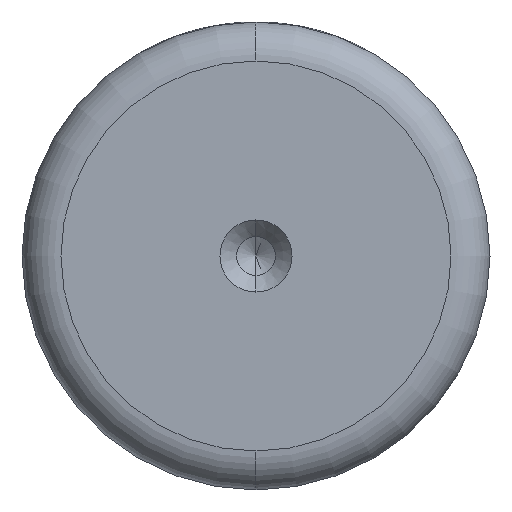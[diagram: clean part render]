
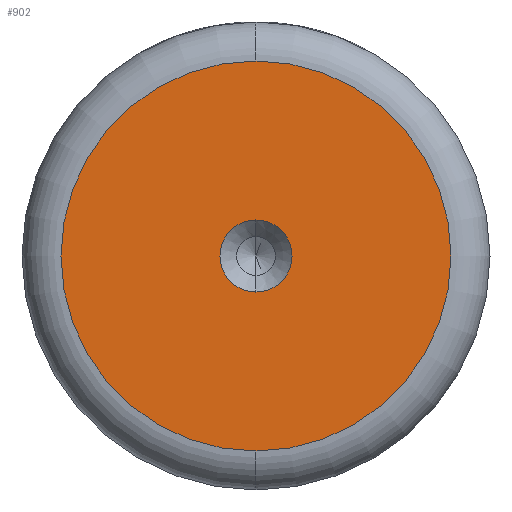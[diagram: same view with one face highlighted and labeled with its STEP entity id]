
A CAD part, left-side view. The second image highlights one B-rep face of the part: STEP entity #902.
In plain terms, the highlighted planar face has unit normal (-1, 0, 0).
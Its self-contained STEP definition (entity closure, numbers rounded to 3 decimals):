
#92 = ORIENTED_EDGE ( 'NONE', *, *, #784, .F. ) ;
#130 = CARTESIAN_POINT ( 'NONE',  ( 0., 0., -10. ) ) ;
#167 = CARTESIAN_POINT ( 'NONE',  ( 0., 0., 0. ) ) ;
#199 = ORIENTED_EDGE ( 'NONE', *, *, #1274, .T. ) ;
#234 = EDGE_LOOP ( 'NONE', ( #92, #716 ) ) ;
#296 = CIRCLE ( 'NONE', #527, 10. ) ;
#298 = CIRCLE ( 'NONE', #721, 1.85 ) ;
#346 = CARTESIAN_POINT ( 'NONE',  ( 0., 0., 0. ) ) ;
#357 = FACE_OUTER_BOUND ( 'NONE', #582, .T. ) ;
#373 = DIRECTION ( 'NONE',  ( -1., 0., 0. ) ) ;
#394 = CARTESIAN_POINT ( 'NONE',  ( 0., 0., 0. ) ) ;
#444 = DIRECTION ( 'NONE',  ( 0., 0., 1. ) ) ;
#461 = DIRECTION ( 'NONE',  ( -1., 0., 0. ) ) ;
#498 = DIRECTION ( 'NONE',  ( 0., 0., 1. ) ) ;
#514 = CIRCLE ( 'NONE', #815, 1.85 ) ;
#527 = AXIS2_PLACEMENT_3D ( 'NONE', #1130, #461, #1237 ) ;
#548 = DIRECTION ( 'NONE',  ( -1., 0., 0. ) ) ;
#566 = CARTESIAN_POINT ( 'NONE',  ( 0., 0., 10. ) ) ;
#582 = EDGE_LOOP ( 'NONE', ( #817, #199 ) ) ;
#590 = AXIS2_PLACEMENT_3D ( 'NONE', #1215, #548, #1314 ) ;
#593 = CARTESIAN_POINT ( 'NONE',  ( 0., 0., -1.85 ) ) ;
#716 = ORIENTED_EDGE ( 'NONE', *, *, #932, .F. ) ;
#721 = AXIS2_PLACEMENT_3D ( 'NONE', #394, #1167, #498 ) ;
#738 = AXIS2_PLACEMENT_3D ( 'NONE', #167, #373, #1145 ) ;
#784 = EDGE_CURVE ( 'NONE', #1348, #1327, #514, .T. ) ;
#815 = AXIS2_PLACEMENT_3D ( 'NONE', #346, #1108, #444 ) ;
#817 = ORIENTED_EDGE ( 'NONE', *, *, #1152, .T. ) ;
#902 = ADVANCED_FACE ( 'NONE', ( #1115, #357 ), #1245, .T. ) ;
#932 = EDGE_CURVE ( 'NONE', #1327, #1348, #298, .T. ) ;
#993 = CIRCLE ( 'NONE', #590, 10. ) ;
#1108 = DIRECTION ( 'NONE',  ( -1., 0., 0. ) ) ;
#1115 = FACE_BOUND ( 'NONE', #234, .T. ) ;
#1130 = CARTESIAN_POINT ( 'NONE',  ( 0., 0., 0. ) ) ;
#1140 = VERTEX_POINT ( 'NONE', #130 ) ;
#1145 = DIRECTION ( 'NONE',  ( 0., 0., 1. ) ) ;
#1152 = EDGE_CURVE ( 'NONE', #1257, #1140, #993, .T. ) ;
#1167 = DIRECTION ( 'NONE',  ( -1., 0., 0. ) ) ;
#1215 = CARTESIAN_POINT ( 'NONE',  ( 0., 0., 0. ) ) ;
#1237 = DIRECTION ( 'NONE',  ( 0., 0., 1. ) ) ;
#1245 = PLANE ( 'NONE',  #738 ) ;
#1257 = VERTEX_POINT ( 'NONE', #566 ) ;
#1274 = EDGE_CURVE ( 'NONE', #1140, #1257, #296, .T. ) ;
#1275 = CARTESIAN_POINT ( 'NONE',  ( 0., 0., 1.85 ) ) ;
#1314 = DIRECTION ( 'NONE',  ( 0., 0., 1. ) ) ;
#1327 = VERTEX_POINT ( 'NONE', #593 ) ;
#1348 = VERTEX_POINT ( 'NONE', #1275 ) ;
